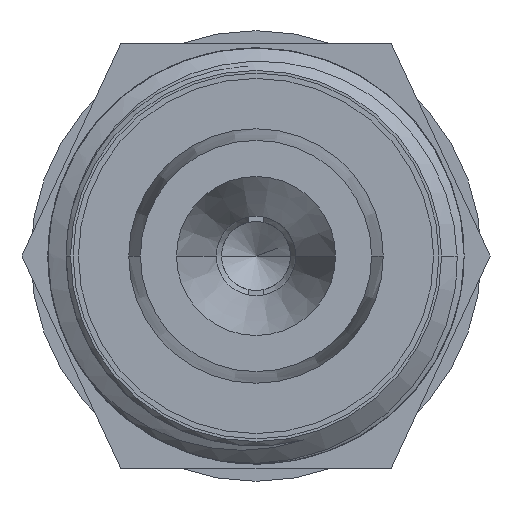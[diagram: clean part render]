
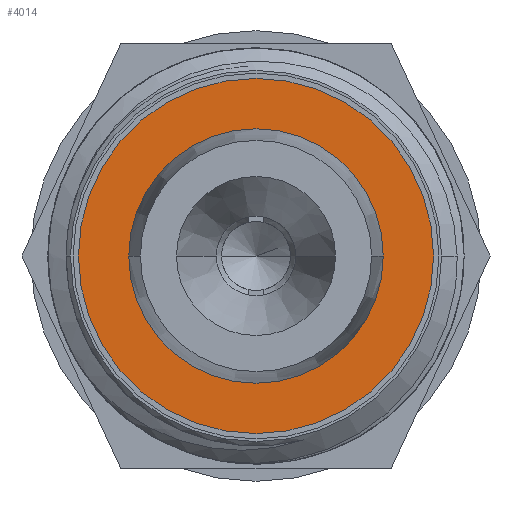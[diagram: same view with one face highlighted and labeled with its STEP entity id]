
A CAD part, left-side view. The second image highlights one B-rep face of the part: STEP entity #4014.
In plain terms, the highlighted planar face has unit normal (-1, 0, 0).
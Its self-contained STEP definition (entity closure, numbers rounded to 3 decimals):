
#1698=CARTESIAN_POINT('',(-4.5,0.,0.));
#1699=DIRECTION('',(-1.,0.,0.));
#1700=DIRECTION('',(0.,1.,0.));
#1701=AXIS2_PLACEMENT_3D('',#1698,#1699,#1700);
#1703=CARTESIAN_POINT('',(-4.5,0.,0.));
#1704=DIRECTION('',(1.,0.,0.));
#1705=DIRECTION('',(0.,1.,0.));
#1706=AXIS2_PLACEMENT_3D('',#1703,#1704,#1705);
#1708=CARTESIAN_POINT('',(-4.5,0.,0.));
#1709=DIRECTION('',(1.,0.,0.));
#1710=DIRECTION('',(0.,1.,0.));
#1711=AXIS2_PLACEMENT_3D('',#1708,#1709,#1710);
#1721=CARTESIAN_POINT('',(-4.5,0.,0.));
#1722=DIRECTION('',(-1.,0.,0.));
#1723=DIRECTION('',(0.,1.,0.));
#1724=AXIS2_PLACEMENT_3D('',#1721,#1722,#1723);
#2024=CARTESIAN_POINT('',(-4.5,2.4,0.));
#2026=VERTEX_POINT('',#2024);
#2034=CARTESIAN_POINT('',(-4.5,-2.4,0.));
#2036=VERTEX_POINT('',#2034);
#2042=CARTESIAN_POINT('',(-4.5,3.35,0.));
#2043=CARTESIAN_POINT('',(-4.5,-3.35,0.));
#2044=VERTEX_POINT('',#2042);
#2045=VERTEX_POINT('',#2043);
#3999=CARTESIAN_POINT('',(-4.5,0.,0.));
#4000=DIRECTION('',(1.,0.,0.));
#4001=DIRECTION('',(0.,-1.,0.));
#4002=AXIS2_PLACEMENT_3D('',#3999,#4000,#4001);
#4003=PLANE('',#4002);
#4004=ORIENTED_EDGE('',*,*,#3993,.F.);
#4005=ORIENTED_EDGE('',*,*,#3979,.T.);
#4006=EDGE_LOOP('',(#4004,#4005));
#4007=FACE_OUTER_BOUND('',#4006,.F.);
#4009=ORIENTED_EDGE('',*,*,#4008,.F.);
#4011=ORIENTED_EDGE('',*,*,#4010,.T.);
#4012=EDGE_LOOP('',(#4009,#4011));
#4013=FACE_BOUND('',#4012,.F.);
#4014=ADVANCED_FACE('',(#4007,#4013),#4003,.F.);
#1702=CIRCLE('',#1701,3.35);
#1707=CIRCLE('',#1706,3.35);
#1712=CIRCLE('',#1711,2.4);
#1725=CIRCLE('',#1724,2.4);
#3979=EDGE_CURVE('',#2044,#2045,#1707,.T.);
#3993=EDGE_CURVE('',#2044,#2045,#1702,.T.);
#4008=EDGE_CURVE('',#2026,#2036,#1712,.T.);
#4010=EDGE_CURVE('',#2026,#2036,#1725,.T.);
